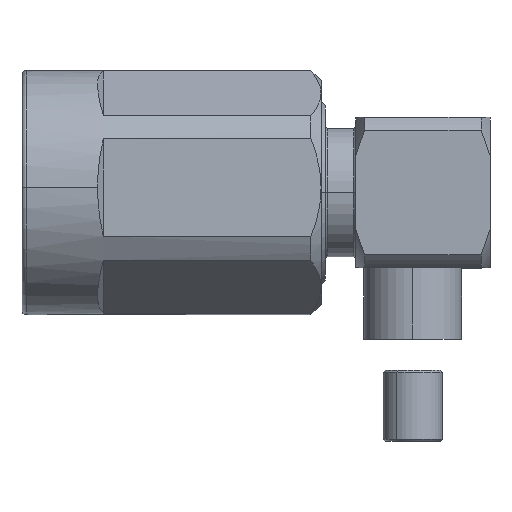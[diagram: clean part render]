
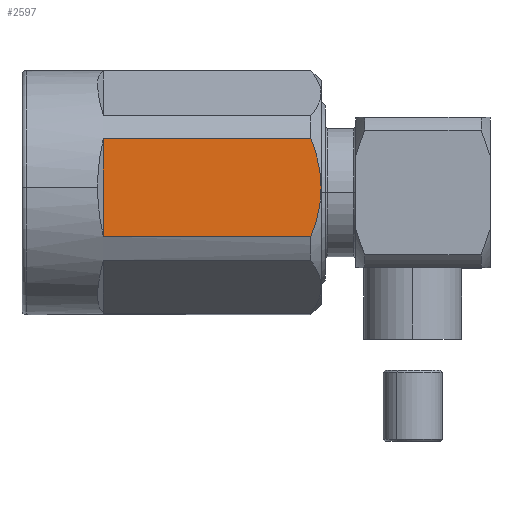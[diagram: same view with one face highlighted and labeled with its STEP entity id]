
A CAD part, top view. The second image highlights one B-rep face of the part: STEP entity #2597.
In plain terms, the highlighted planar face has unit normal (0, 0.043, 0.999).
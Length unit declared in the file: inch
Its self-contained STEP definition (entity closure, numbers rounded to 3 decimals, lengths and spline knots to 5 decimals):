
#81 = EDGE_CURVE ( 'NONE', #2336, #3699, #5504, .T. ) ;
#289 = VERTEX_POINT ( 'NONE', #5551 ) ;
#530 = EDGE_CURVE ( 'NONE', #3654, #5662, #4811, .T. ) ;
#533 = CARTESIAN_POINT ( 'NONE',  ( 0.40045, 0.05644, 0.2143 ) ) ;
#599 = CARTESIAN_POINT ( 'NONE',  ( 0.40109, 0.05332, 0.21443 ) ) ;
#685 = CARTESIAN_POINT ( 'NONE',  ( 0.39938, -0.04248, 0.21858 ) ) ;
#796 = DIRECTION ( 'NONE',  ( 0., -0.043, -0.999 ) ) ;
#1144 = VECTOR ( 'NONE', #5360, 39.37008 ) ;
#1160 = CARTESIAN_POINT ( 'NONE',  ( 0.389, -0.07702, 0.22007 ) ) ;
#1174 = DIRECTION ( 'NONE',  ( -1., 0., 0. ) ) ;
#1232 = CARTESIAN_POINT ( 'NONE',  ( -0.01575, 0.40269, 0.19931 ) ) ;
#1349 = ORIENTED_EDGE ( 'NONE', *, *, #530, .T. ) ;
#1515 = ORIENTED_EDGE ( 'NONE', *, *, #4162, .T. ) ;
#1615 = CARTESIAN_POINT ( 'NONE',  ( 0.39701, 0.07231, 0.21361 ) ) ;
#1740 = CARTESIAN_POINT ( 'NONE',  ( 0.39981, -0.04061, 0.2185 ) ) ;
#1741 = CARTESIAN_POINT ( 'NONE',  ( -0.17323, -0.08496, 0.22041 ) ) ;
#1747 = FACE_OUTER_BOUND ( 'NONE', #5765, .T. ) ;
#1776 = CARTESIAN_POINT ( 'NONE',  ( 0.39872, -0.0453, 0.2187 ) ) ;
#2069 = ORIENTED_EDGE ( 'NONE', *, *, #6157, .T. ) ;
#2258 = DIRECTION ( 'NONE',  ( 0., -0.999, 0.043 ) ) ;
#2336 = VERTEX_POINT ( 'NONE', #5279 ) ;
#2588 = CARTESIAN_POINT ( 'NONE',  ( 0.40293, 0.04323, 0.21487 ) ) ;
#2597 = ADVANCED_FACE ( 'NONE', ( #1747 ), #5969, .F. ) ;
#2830 = VECTOR ( 'NONE', #6360, 39.37008 ) ;
#2840 = CARTESIAN_POINT ( 'NONE',  ( -0.01575, -0.08496, 0.22041 ) ) ;
#2913 = LINE ( 'NONE', #1741, #1144 ) ;
#2930 = CARTESIAN_POINT ( 'NONE',  ( 0.40551, 0.00936, 0.21633 ) ) ;
#3102 = CARTESIAN_POINT ( 'NONE',  ( 0.40168, 0.05029, 0.21456 ) ) ;
#3130 = B_SPLINE_CURVE_WITH_KNOTS ( 'NONE', 3,
 ( #2930, #5002, #5234, #2588, #3102, #599, #5638, #533, #1615, #4220, #3165 ),
 .UNSPECIFIED., .F., .F.,
 ( 4, 1, 1, 1, 2, 2, 4 ),
 ( 0., 0.25, 0.375, 0.4375, 0.46875, 0.5, 1. ),
 .UNSPECIFIED. ) ;
#3165 = CARTESIAN_POINT ( 'NONE',  ( 0.38583, 0.10368, 0.21225 ) ) ;
#3293 = CARTESIAN_POINT ( 'NONE',  ( 0.40375, -0.02253, 0.21771 ) ) ;
#3654 = VERTEX_POINT ( 'NONE', #4795 ) ;
#3699 = VERTEX_POINT ( 'NONE', #4696 ) ;
#3802 = CARTESIAN_POINT ( 'NONE',  ( 0.40551, 0.00936, 0.21633 ) ) ;
#4131 = CARTESIAN_POINT ( 'NONE',  ( -0.17323, 0.10368, 0.21225 ) ) ;
#4162 = EDGE_CURVE ( 'NONE', #5662, #2336, #2913, .T. ) ;
#4196 = AXIS2_PLACEMENT_3D ( 'NONE', #1232, #796, #2258 ) ;
#4220 = CARTESIAN_POINT ( 'NONE',  ( 0.3922, 0.08774, 0.21294 ) ) ;
#4243 = CARTESIAN_POINT ( 'NONE',  ( 0.39704, -0.05191, 0.21898 ) ) ;
#4277 = CARTESIAN_POINT ( 'NONE',  ( 0.39318, -0.06529, 0.21956 ) ) ;
#4308 = CARTESIAN_POINT ( 'NONE',  ( -0.01575, 0.40269, 0.19931 ) ) ;
#4696 = CARTESIAN_POINT ( 'NONE',  ( 0.40551, 0.00936, 0.21633 ) ) ;
#4795 = CARTESIAN_POINT ( 'NONE',  ( -0.01575, 0.10368, 0.21225 ) ) ;
#4811 = LINE ( 'NONE', #4308, #2830 ) ;
#4818 = CARTESIAN_POINT ( 'NONE',  ( 0.4, -0.03976, 0.21846 ) ) ;
#4855 = CARTESIAN_POINT ( 'NONE',  ( 0.40551, -0.00649, 0.21702 ) ) ;
#4910 = VECTOR ( 'NONE', #1174, 39.37008 ) ;
#4916 = EDGE_CURVE ( 'NONE', #289, #3654, #6249, .T. ) ;
#5002 = CARTESIAN_POINT ( 'NONE',  ( 0.40551, 0.01726, 0.21599 ) ) ;
#5234 = CARTESIAN_POINT ( 'NONE',  ( 0.40485, 0.02918, 0.21548 ) ) ;
#5279 = CARTESIAN_POINT ( 'NONE',  ( 0.38583, -0.08496, 0.22041 ) ) ;
#5360 = DIRECTION ( 'NONE',  ( 1., 0., 0. ) ) ;
#5454 = ORIENTED_EDGE ( 'NONE', *, *, #81, .T. ) ;
#5504 = B_SPLINE_CURVE_WITH_KNOTS ( 'NONE', 3,
 ( #6403, #1160, #4277, #4243, #1776, #685, #1740, #4818, #3293, #4855, #3802 ),
 .UNSPECIFIED., .F., .F.,
 ( 4, 1, 1, 1, 2, 2, 4 ),
 ( 0., 0.25, 0.375, 0.4375, 0.46875, 0.5, 1. ),
 .UNSPECIFIED. ) ;
#5551 = CARTESIAN_POINT ( 'NONE',  ( 0.38583, 0.10368, 0.21225 ) ) ;
#5638 = CARTESIAN_POINT ( 'NONE',  ( 0.40068, 0.05535, 0.21434 ) ) ;
#5662 = VERTEX_POINT ( 'NONE', #2840 ) ;
#5765 = EDGE_LOOP ( 'NONE', ( #1515, #5454, #2069, #5887, #1349 ) ) ;
#5887 = ORIENTED_EDGE ( 'NONE', *, *, #4916, .T. ) ;
#5969 = PLANE ( 'NONE',  #4196 ) ;
#6157 = EDGE_CURVE ( 'NONE', #3699, #289, #3130, .T. ) ;
#6249 = LINE ( 'NONE', #4131, #4910 ) ;
#6360 = DIRECTION ( 'NONE',  ( 0., -0.999, 0.043 ) ) ;
#6403 = CARTESIAN_POINT ( 'NONE',  ( 0.38583, -0.08496, 0.22041 ) ) ;
